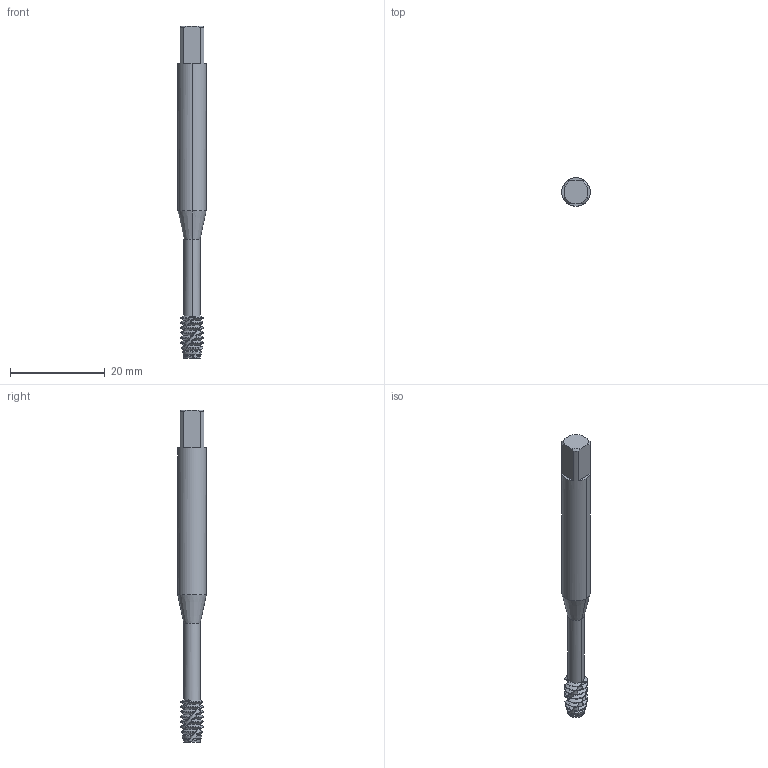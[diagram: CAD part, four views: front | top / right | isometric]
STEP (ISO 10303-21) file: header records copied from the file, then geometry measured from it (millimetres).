
FILE_DESCRIPTION(('no description'),'unknown implementation level');
FILE_NAME('solidPFino_VrEin5cdbMqwpynTLJY6Y_1.STP',' ',('CIM GmbH Aachen'),('CADClick - KiM GmbH - www.kimweb.de'),'unknown preprocess','ACIS','unknown authorization');
FILE_SCHEMA(('automotive_design'));
Length unit declared in the file: millimetre
Products named in the file (2): 1; 2
Bounding box: 6 x 6 x 70 mm (x, y, z)
Volume: 1418.8 mm3; surface area: 1393.4 mm2
Topology: 2 solids, 2 shells, 262 faces, 746 edges, 483 vertices
Faces by surface type: cone 106, cylinder 82, bspline 48, plane 17, revolution 9
Entity records: 27441 total; most frequent: CARTESIAN_POINT 13120, STYLED_ITEM 1488, PRESENTATION_STYLE_ASSIGNMENT 1488, COLOUR_RGB 1488, ORIENTED_EDGE 1482, DIRECTION 998, EDGE_CURVE 741, CURVE_STYLE 741
